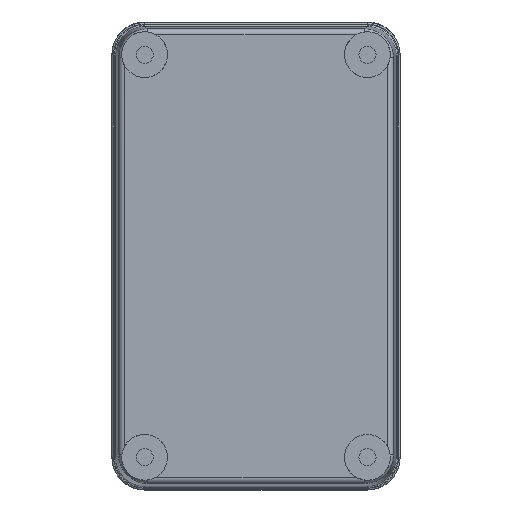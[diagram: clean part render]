
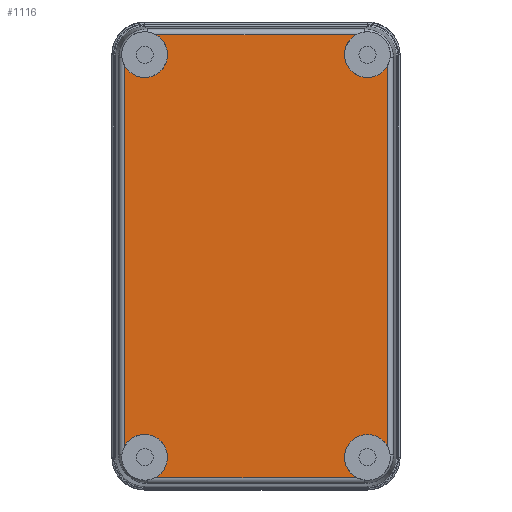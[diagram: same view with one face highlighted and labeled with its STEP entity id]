
A CAD part, front view. The second image highlights one B-rep face of the part: STEP entity #1116.
In plain terms, the highlighted planar face has unit normal (0, -1, 0).
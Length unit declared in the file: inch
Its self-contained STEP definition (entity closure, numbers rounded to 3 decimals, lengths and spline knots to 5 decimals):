
#92 = DIRECTION ( 'NONE',  ( 1., 0., 0. ) ) ;
#737 = VECTOR ( 'NONE', #49911, 39.37008 ) ;
#812 = EDGE_CURVE ( 'NONE', #10016, #29505, #16563, .T. ) ;
#1008 = EDGE_CURVE ( 'NONE', #35339, #12558, #18958, .T. ) ;
#1116 = ADVANCED_FACE ( 'NONE', ( #27501 ), #50760, .F. ) ;
#1119 = AXIS2_PLACEMENT_3D ( 'NONE', #65321, #45260, #92 ) ;
#3013 = DIRECTION ( 'NONE',  ( 1., 0., 0. ) ) ;
#3108 = EDGE_CURVE ( 'NONE', #40262, #29505, #45116, .T. ) ;
#3588 = VERTEX_POINT ( 'NONE', #47280 ) ;
#5069 = CARTESIAN_POINT ( 'NONE',  ( -1.4406, -1.965, -2.08756 ) ) ;
#9032 = CARTESIAN_POINT ( 'NONE',  ( 1.4416, -1.965, 2.08806 ) ) ;
#10016 = VERTEX_POINT ( 'NONE', #20816 ) ;
#10701 = DIRECTION ( 'NONE',  ( 0., -1., 0. ) ) ;
#12558 = VERTEX_POINT ( 'NONE', #5069 ) ;
#12577 = CARTESIAN_POINT ( 'NONE',  ( 1.09747, -1.965, 2.42238 ) ) ;
#12866 = ORIENTED_EDGE ( 'NONE', *, *, #32658, .T. ) ;
#14060 = ORIENTED_EDGE ( 'NONE', *, *, #812, .T. ) ;
#14254 = DIRECTION ( 'NONE',  ( 1., 0., 0. ) ) ;
#15401 = CARTESIAN_POINT ( 'NONE',  ( 1.1905, -1.965, 2.42238 ) ) ;
#16220 = CARTESIAN_POINT ( 'NONE',  ( 1.2205, -1.965, 2.20475 ) ) ;
#16563 = LINE ( 'NONE', #58770, #40184 ) ;
#18113 = LINE ( 'NONE', #15401, #44093 ) ;
#18165 = AXIS2_PLACEMENT_3D ( 'NONE', #47813, #62575, #37466 ) ;
#18711 = VECTOR ( 'NONE', #40556, 39.37008 ) ;
#18958 = LINE ( 'NONE', #44617, #737 ) ;
#20530 = DIRECTION ( 'NONE',  ( -1., 0., 0. ) ) ;
#20701 = ORIENTED_EDGE ( 'NONE', *, *, #3108, .F. ) ;
#20816 = CARTESIAN_POINT ( 'NONE',  ( -1.10711, -1.965, -2.42756 ) ) ;
#20881 = DIRECTION ( 'NONE',  ( 1., 0., 0. ) ) ;
#24038 = ORIENTED_EDGE ( 'NONE', *, *, #28575, .T. ) ;
#24954 = CARTESIAN_POINT ( 'NONE',  ( 1.4416, -1.965, 2.17141 ) ) ;
#25139 = CIRCLE ( 'NONE', #35476, 0.25 ) ;
#27501 = FACE_OUTER_BOUND ( 'NONE', #35684, .T. ) ;
#28575 = EDGE_CURVE ( 'NONE', #57053, #3588, #18113, .T. ) ;
#29300 = ORIENTED_EDGE ( 'NONE', *, *, #59756, .F. ) ;
#29505 = VERTEX_POINT ( 'NONE', #55558 ) ;
#29597 = ORIENTED_EDGE ( 'NONE', *, *, #36440, .F. ) ;
#31416 = AXIS2_PLACEMENT_3D ( 'NONE', #58112, #63170, #32953 ) ;
#32581 = CARTESIAN_POINT ( 'NONE',  ( -1.4406, -1.965, 2.08806 ) ) ;
#32658 = EDGE_CURVE ( 'NONE', #40262, #35257, #46224, .T. ) ;
#32953 = DIRECTION ( 'NONE',  ( 1., 0., 0. ) ) ;
#35257 = VERTEX_POINT ( 'NONE', #9032 ) ;
#35339 = VERTEX_POINT ( 'NONE', #32581 ) ;
#35476 = AXIS2_PLACEMENT_3D ( 'NONE', #38732, #44215, #14254 ) ;
#35684 = EDGE_LOOP ( 'NONE', ( #29597, #63086, #55990, #14060, #20701, #12866, #29300, #24038 ) ) ;
#36156 = CARTESIAN_POINT ( 'NONE',  ( 1.4416, -1.965, -2.08756 ) ) ;
#36440 = EDGE_CURVE ( 'NONE', #35339, #3588, #63873, .T. ) ;
#37466 = DIRECTION ( 'NONE',  ( 1., 0., 0. ) ) ;
#38732 = CARTESIAN_POINT ( 'NONE',  ( -1.2195, -1.965, -2.20425 ) ) ;
#40184 = VECTOR ( 'NONE', #3013, 39.37008 ) ;
#40262 = VERTEX_POINT ( 'NONE', #36156 ) ;
#40556 = DIRECTION ( 'NONE',  ( 0., 0., 1. ) ) ;
#44093 = VECTOR ( 'NONE', #20530, 39.37008 ) ;
#44215 = DIRECTION ( 'NONE',  ( 0., -1., 0. ) ) ;
#44617 = CARTESIAN_POINT ( 'NONE',  ( -1.4406, -1.965, 2.17141 ) ) ;
#45116 = CIRCLE ( 'NONE', #18165, 0.25 ) ;
#45260 = DIRECTION ( 'NONE',  ( 0., 1., 0. ) ) ;
#46224 = LINE ( 'NONE', #24954, #18711 ) ;
#47280 = CARTESIAN_POINT ( 'NONE',  ( -1.09647, -1.965, 2.42238 ) ) ;
#47813 = CARTESIAN_POINT ( 'NONE',  ( 1.2205, -1.965, -2.20425 ) ) ;
#49911 = DIRECTION ( 'NONE',  ( 0., 0., -1. ) ) ;
#50760 = PLANE ( 'NONE',  #1119 ) ;
#54697 = EDGE_CURVE ( 'NONE', #10016, #12558, #25139, .T. ) ;
#55558 = CARTESIAN_POINT ( 'NONE',  ( 1.10811, -1.965, -2.42756 ) ) ;
#55990 = ORIENTED_EDGE ( 'NONE', *, *, #54697, .F. ) ;
#57053 = VERTEX_POINT ( 'NONE', #12577 ) ;
#58112 = CARTESIAN_POINT ( 'NONE',  ( -1.2195, -1.965, 2.20475 ) ) ;
#58646 = AXIS2_PLACEMENT_3D ( 'NONE', #16220, #10701, #20881 ) ;
#58770 = CARTESIAN_POINT ( 'NONE',  ( 1.1905, -1.965, -2.42756 ) ) ;
#59756 = EDGE_CURVE ( 'NONE', #57053, #35257, #64170, .T. ) ;
#62575 = DIRECTION ( 'NONE',  ( 0., -1., 0. ) ) ;
#63086 = ORIENTED_EDGE ( 'NONE', *, *, #1008, .T. ) ;
#63170 = DIRECTION ( 'NONE',  ( 0., -1., 0. ) ) ;
#63873 = CIRCLE ( 'NONE', #31416, 0.25 ) ;
#64170 = CIRCLE ( 'NONE', #58646, 0.25 ) ;
#65321 = CARTESIAN_POINT ( 'NONE',  ( 1.1905, -1.965, 2.17141 ) ) ;
